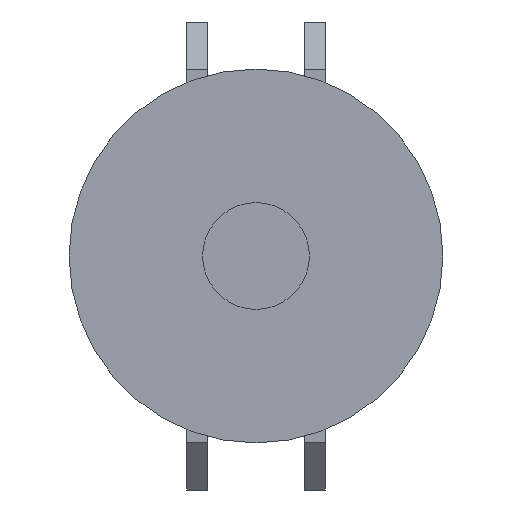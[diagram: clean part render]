
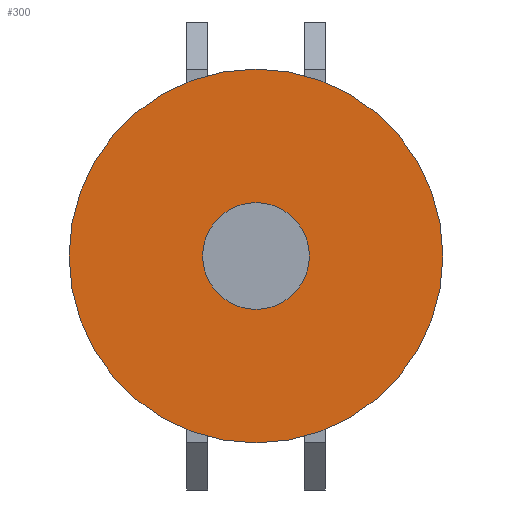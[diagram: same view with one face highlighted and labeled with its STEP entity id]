
A CAD part, left-side view. The second image highlights one B-rep face of the part: STEP entity #300.
In plain terms, the highlighted planar face has unit normal (-1, 0, 0).
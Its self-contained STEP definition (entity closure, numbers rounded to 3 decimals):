
#7 = DIRECTION ( 'NONE',  ( 1., 0., 0. ) ) ;
#25 = CARTESIAN_POINT ( 'NONE',  ( 0., 0., -10. ) ) ;
#39 = DIRECTION ( 'NONE',  ( 0., 0., 1. ) ) ;
#75 = VERTEX_POINT ( 'NONE', #1197 ) ;
#119 = DIRECTION ( 'NONE',  ( 1., 0., 0. ) ) ;
#123 = CIRCLE ( 'NONE', #907, 10. ) ;
#135 = EDGE_CURVE ( 'NONE', #685, #1039, #1215, .T. ) ;
#149 = EDGE_LOOP ( 'NONE', ( #1260, #1192 ) ) ;
#173 = CARTESIAN_POINT ( 'NONE',  ( 0., 0., -35. ) ) ;
#255 = CARTESIAN_POINT ( 'NONE',  ( 0., 0., 35. ) ) ;
#266 = FACE_BOUND ( 'NONE', #149, .T. ) ;
#292 = DIRECTION ( 'NONE',  ( 0., 0., 1. ) ) ;
#300 = ADVANCED_FACE ( 'NONE', ( #266, #1300 ), #1448, .F. ) ;
#303 = DIRECTION ( 'NONE',  ( 0., 0., -1. ) ) ;
#398 = DIRECTION ( 'NONE',  ( 0., 0., -1. ) ) ;
#460 = EDGE_CURVE ( 'NONE', #1647, #75, #1288, .T. ) ;
#516 = CIRCLE ( 'NONE', #1004, 35. ) ;
#665 = DIRECTION ( 'NONE',  ( 1., 0., 0. ) ) ;
#685 = VERTEX_POINT ( 'NONE', #255 ) ;
#733 = DIRECTION ( 'NONE',  ( -1., 0., 0. ) ) ;
#785 = AXIS2_PLACEMENT_3D ( 'NONE', #1492, #1649, #39 ) ;
#907 = AXIS2_PLACEMENT_3D ( 'NONE', #1019, #733, #292 ) ;
#940 = AXIS2_PLACEMENT_3D ( 'NONE', #1321, #7, #303 ) ;
#952 = CARTESIAN_POINT ( 'NONE',  ( 0., 0., 0. ) ) ;
#1004 = AXIS2_PLACEMENT_3D ( 'NONE', #952, #665, #1081 ) ;
#1019 = CARTESIAN_POINT ( 'NONE',  ( 0., 0., 0. ) ) ;
#1039 = VERTEX_POINT ( 'NONE', #173 ) ;
#1058 = AXIS2_PLACEMENT_3D ( 'NONE', #1718, #119, #398 ) ;
#1081 = DIRECTION ( 'NONE',  ( 0., 0., -1. ) ) ;
#1192 = ORIENTED_EDGE ( 'NONE', *, *, #460, .F. ) ;
#1197 = CARTESIAN_POINT ( 'NONE',  ( 0., 0., 10. ) ) ;
#1215 = CIRCLE ( 'NONE', #940, 35. ) ;
#1260 = ORIENTED_EDGE ( 'NONE', *, *, #1490, .F. ) ;
#1282 = ORIENTED_EDGE ( 'NONE', *, *, #1770, .F. ) ;
#1288 = CIRCLE ( 'NONE', #785, 10. ) ;
#1300 = FACE_OUTER_BOUND ( 'NONE', #1383, .T. ) ;
#1321 = CARTESIAN_POINT ( 'NONE',  ( 0., 0., 0. ) ) ;
#1383 = EDGE_LOOP ( 'NONE', ( #1800, #1282 ) ) ;
#1448 = PLANE ( 'NONE',  #1058 ) ;
#1490 = EDGE_CURVE ( 'NONE', #75, #1647, #123, .T. ) ;
#1492 = CARTESIAN_POINT ( 'NONE',  ( 0., 0., 0. ) ) ;
#1647 = VERTEX_POINT ( 'NONE', #25 ) ;
#1649 = DIRECTION ( 'NONE',  ( -1., 0., 0. ) ) ;
#1718 = CARTESIAN_POINT ( 'NONE',  ( 0., 0., 0. ) ) ;
#1770 = EDGE_CURVE ( 'NONE', #1039, #685, #516, .T. ) ;
#1800 = ORIENTED_EDGE ( 'NONE', *, *, #135, .F. ) ;
